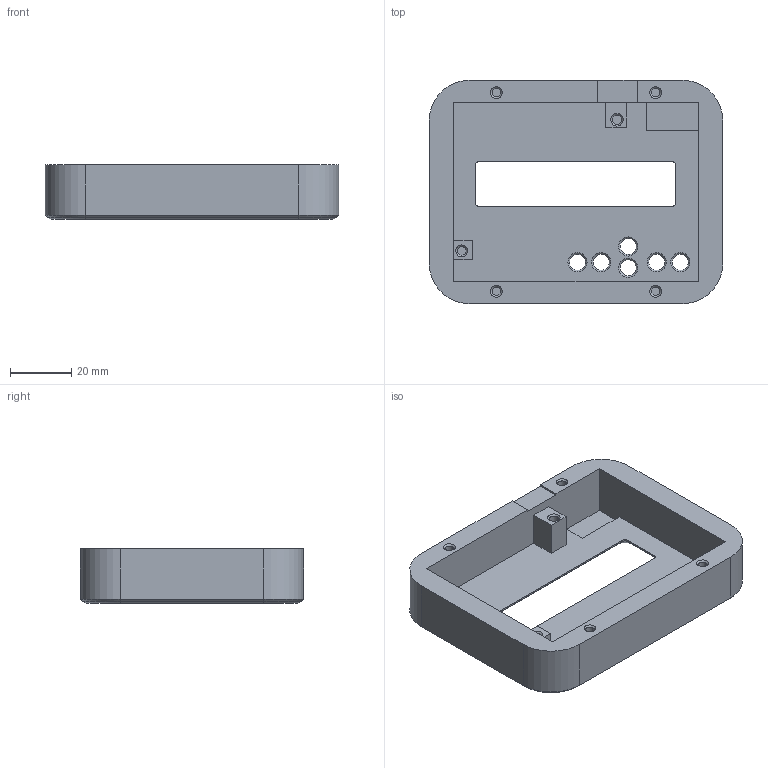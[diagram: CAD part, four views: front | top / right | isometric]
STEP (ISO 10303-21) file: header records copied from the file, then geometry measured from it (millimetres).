
FILE_DESCRIPTION (( 'STEP AP203' ), '1' );
FILE_NAME ('LCD_case_front.STEP', '2021-06-04T09:19:02', ( '' ), ( '' ), 'SwSTEP 2.0', 'SolidWorks 2020', '' );
FILE_SCHEMA (( 'CONFIG_CONTROL_DESIGN' ));
Length unit declared in the file: millimetre
Products named in the file (1): LCD_case_front
Bounding box: 96 x 73 x 17.7 mm (x, y, z)
Volume: 48620.8 mm3; surface area: 22470.7 mm2
Topology: 1 solids, 1 shells, 326 faces, 837 edges, 538 vertices
Faces by surface type: plane 155, bspline 87, cone 44, cylinder 36, torus 4
Entity records: 14308 total; most frequent: CARTESIAN_POINT 6809, ORIENTED_EDGE 1674, DIRECTION 1255, EDGE_CURVE 837, VERTEX_POINT 538, LINE 535, VECTOR 535, EDGE_LOOP 365
